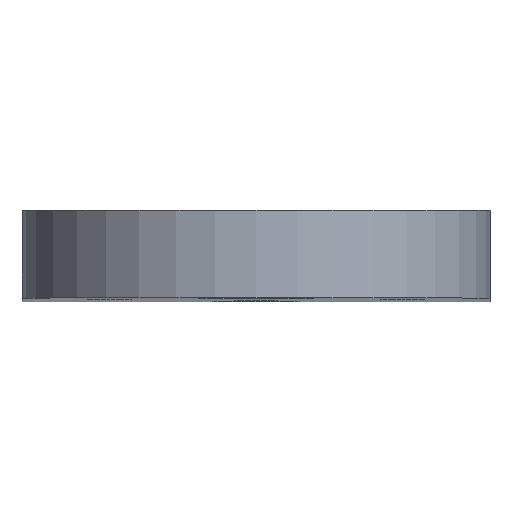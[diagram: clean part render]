
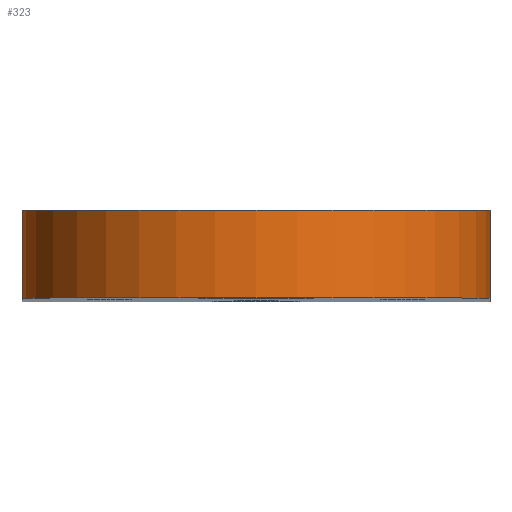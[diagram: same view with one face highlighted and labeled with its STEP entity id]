
A CAD part, top view. The second image highlights one B-rep face of the part: STEP entity #323.
In plain terms, the highlighted cylindrical face has radius 16 mm (diameter 32 mm), a partial arc.
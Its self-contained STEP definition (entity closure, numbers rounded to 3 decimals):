
#48=FACE_OUTER_BOUND('',#64,.T.);
#64=EDGE_LOOP('',(#266,#267,#268,#269));
#102=LINE('',#544,#126);
#103=LINE('',#550,#127);
#126=VECTOR('',#453,10.);
#127=VECTOR('',#460,10.);
#146=CIRCLE('',#370,16.);
#147=CIRCLE('',#371,16.);
#172=VERTEX_POINT('',#540);
#173=VERTEX_POINT('',#542);
#174=VERTEX_POINT('',#546);
#175=VERTEX_POINT('',#548);
#212=EDGE_CURVE('',#172,#173,#102,.T.);
#213=EDGE_CURVE('',#174,#172,#146,.T.);
#214=EDGE_CURVE('',#175,#173,#147,.T.);
#215=EDGE_CURVE('',#174,#175,#103,.T.);
#266=ORIENTED_EDGE('',*,*,#213,.T.);
#267=ORIENTED_EDGE('',*,*,#212,.T.);
#268=ORIENTED_EDGE('',*,*,#214,.F.);
#269=ORIENTED_EDGE('',*,*,#215,.F.);
#310=CYLINDRICAL_SURFACE('',#369,16.);
#323=ADVANCED_FACE('',(#48),#310,.T.);
#369=AXIS2_PLACEMENT_3D('',#545,#454,#455);
#370=AXIS2_PLACEMENT_3D('',#547,#456,#457);
#371=AXIS2_PLACEMENT_3D('',#549,#458,#459);
#453=DIRECTION('',(0.,1.,0.));
#454=DIRECTION('center_axis',(0.,1.,0.));
#455=DIRECTION('ref_axis',(1.,0.,0.));
#456=DIRECTION('center_axis',(0.,1.,0.));
#457=DIRECTION('ref_axis',(1.,0.,0.));
#458=DIRECTION('center_axis',(0.,1.,0.));
#459=DIRECTION('ref_axis',(1.,0.,0.));
#460=DIRECTION('',(0.,1.,0.));
#540=CARTESIAN_POINT('',(32.,0.,148.));
#542=CARTESIAN_POINT('',(32.,6.,148.));
#544=CARTESIAN_POINT('',(32.,0.,148.));
#545=CARTESIAN_POINT('Origin',(16.,0.,148.));
#546=CARTESIAN_POINT('',(0.,0.,148.));
#547=CARTESIAN_POINT('Origin',(16.,0.,148.));
#548=CARTESIAN_POINT('',(0.,6.,148.));
#549=CARTESIAN_POINT('Origin',(16.,6.,148.));
#550=CARTESIAN_POINT('',(0.,0.,148.));
